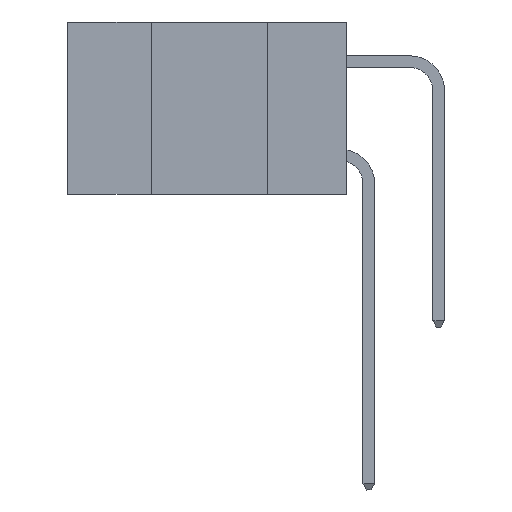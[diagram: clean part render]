
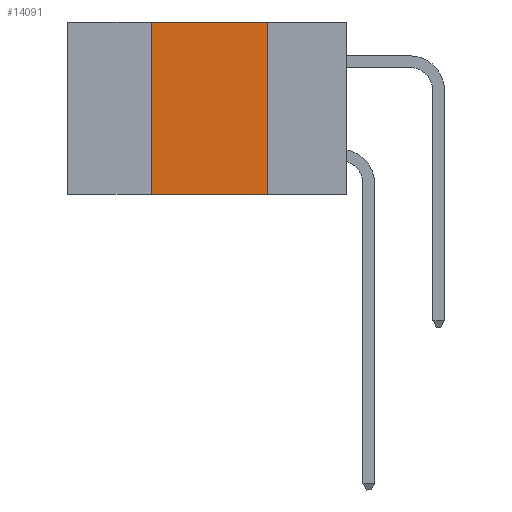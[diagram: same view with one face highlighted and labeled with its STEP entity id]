
A CAD part, left-side view. The second image highlights one B-rep face of the part: STEP entity #14091.
In plain terms, the highlighted planar face has unit normal (-1, 0, 0).
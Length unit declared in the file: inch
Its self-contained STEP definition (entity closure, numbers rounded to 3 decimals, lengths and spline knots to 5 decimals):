
#169 = DIRECTION ( 'NONE',  ( 1., 0., 0. ) ) ;
#241 = PLANE ( 'NONE',  #7640 ) ;
#259 = VERTEX_POINT ( 'NONE', #14560 ) ;
#434 = LINE ( 'NONE', #12255, #10999 ) ;
#1149 = EDGE_LOOP ( 'NONE', ( #14023, #6390, #4379, #3513 ) ) ;
#2569 = EDGE_CURVE ( 'NONE', #259, #3591, #7287, .T. ) ;
#3513 = ORIENTED_EDGE ( 'NONE', *, *, #16781, .T. ) ;
#3591 = VERTEX_POINT ( 'NONE', #4332 ) ;
#4077 = VECTOR ( 'NONE', #6300, 39.37008 ) ;
#4332 = CARTESIAN_POINT ( 'NONE',  ( 0., 0.17, 0. ) ) ;
#4379 = ORIENTED_EDGE ( 'NONE', *, *, #17629, .F. ) ;
#4970 = DIRECTION ( 'NONE',  ( 0., 0., 1. ) ) ;
#5584 = CARTESIAN_POINT ( 'NONE',  ( 0., 0.17, 0. ) ) ;
#5977 = CARTESIAN_POINT ( 'NONE',  ( 0., 0.6, 0. ) ) ;
#6096 = CARTESIAN_POINT ( 'NONE',  ( 0., 0.17, -0.37 ) ) ;
#6300 = DIRECTION ( 'NONE',  ( 0., -1., 0. ) ) ;
#6390 = ORIENTED_EDGE ( 'NONE', *, *, #2569, .F. ) ;
#6911 = CARTESIAN_POINT ( 'NONE',  ( 0., 0.6, 0. ) ) ;
#7287 = LINE ( 'NONE', #5977, #4077 ) ;
#7327 = VECTOR ( 'NONE', #4970, 39.37008 ) ;
#7640 = AXIS2_PLACEMENT_3D ( 'NONE', #6911, #169, #16728 ) ;
#8140 = CARTESIAN_POINT ( 'NONE',  ( 0., 0.42, 0. ) ) ;
#9536 = EDGE_CURVE ( 'NONE', #3591, #16250, #12013, .T. ) ;
#10005 = VERTEX_POINT ( 'NONE', #10598 ) ;
#10598 = CARTESIAN_POINT ( 'NONE',  ( 0., 0.42, -0.37 ) ) ;
#10800 = DIRECTION ( 'NONE',  ( 0., -1., 0. ) ) ;
#10999 = VECTOR ( 'NONE', #10800, 39.37008 ) ;
#11854 = LINE ( 'NONE', #8140, #7327 ) ;
#12013 = LINE ( 'NONE', #5584, #14127 ) ;
#12255 = CARTESIAN_POINT ( 'NONE',  ( 0., 0.6, -0.37 ) ) ;
#13714 = DIRECTION ( 'NONE',  ( 0., 0., -1. ) ) ;
#14023 = ORIENTED_EDGE ( 'NONE', *, *, #9536, .F. ) ;
#14091 = ADVANCED_FACE ( 'NONE', ( #16465 ), #241, .F. ) ;
#14127 = VECTOR ( 'NONE', #13714, 39.37008 ) ;
#14560 = CARTESIAN_POINT ( 'NONE',  ( 0., 0.42, 0. ) ) ;
#16250 = VERTEX_POINT ( 'NONE', #6096 ) ;
#16465 = FACE_OUTER_BOUND ( 'NONE', #1149, .T. ) ;
#16728 = DIRECTION ( 'NONE',  ( 0., 0., -1. ) ) ;
#16781 = EDGE_CURVE ( 'NONE', #10005, #16250, #434, .T. ) ;
#17629 = EDGE_CURVE ( 'NONE', #10005, #259, #11854, .T. ) ;
